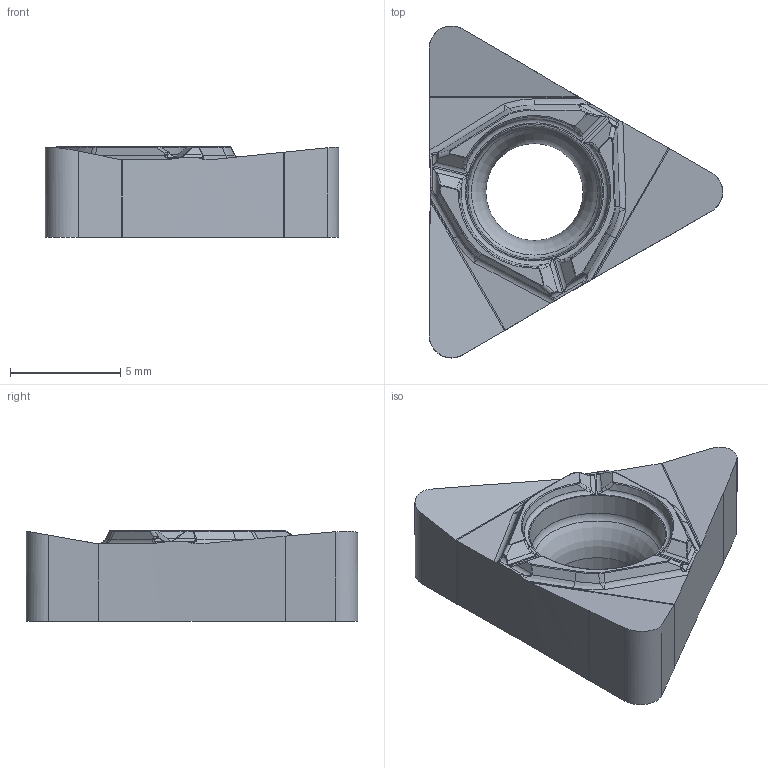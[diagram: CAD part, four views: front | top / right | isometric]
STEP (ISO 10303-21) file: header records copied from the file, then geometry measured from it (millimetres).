
FILE_DESCRIPTION(/* description */ (''),/* implementation_level */ '2;1');
FILE_NAME(/* name */ 'AAA385986_A.STP',/* time_stamp */ '2024-01-22T12:29:56+01:00',/* author */ (''),/* organization */ ('SMS'),/* preprocessor_version */ 'ST-DEVELOPER v16.7',/* originating_system */ 'SIEMENS PLM Software NX 12.0',/* authorisation */ '');
FILE_SCHEMA (('AUTOMOTIVE_DESIGN { 1 0 10303 214 3 1 1 1 }'));
Length unit declared in the file: millimetre
Products named in the file (1): AAA385986_A
Bounding box: 13.29 x 15.03 x 4.1 mm (x, y, z)
Volume: 348 mm3; surface area: 431.9 mm2
Topology: 1 solids, 1 shells, 201 faces, 485 edges, 279 vertices
Faces by surface type: bspline 75, cylinder 64, plane 32, torus 8, extrusion 6, revolution 6, sphere 6, cone 4
Full cylindrical faces by diameter (mm): 4.4 x1
Entity records: 7471 total; most frequent: CARTESIAN_POINT 3269, ORIENTED_EDGE 940, DIRECTION 778, EDGE_CURVE 470, AXIS2_PLACEMENT_3D 311, VERTEX_POINT 275, EDGE_LOOP 207, ADVANCED_FACE 201
